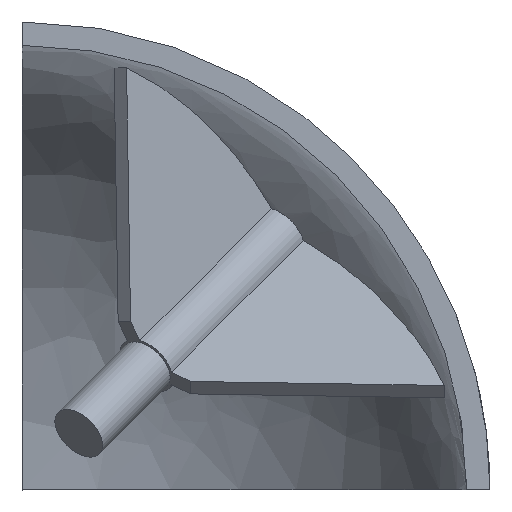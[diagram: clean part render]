
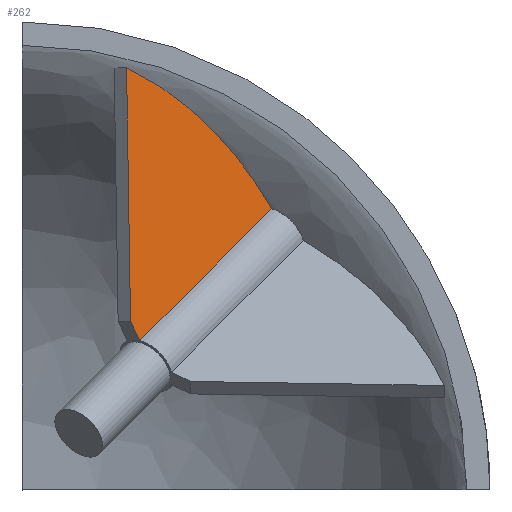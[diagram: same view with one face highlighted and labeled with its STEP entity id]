
A CAD part, left-side view. The second image highlights one B-rep face of the part: STEP entity #262.
In plain terms, the highlighted planar face has unit normal (-0.707, -0.707, 0).
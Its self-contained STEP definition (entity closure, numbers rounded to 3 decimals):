
#2 = VERTEX_POINT ( 'NONE', #132 ) ;
#9 = B_SPLINE_CURVE_WITH_KNOTS ( 'NONE', 3,
 ( #751, #836, #830, #351, #264, #903, #703, #626, #429, #493, #276, #901 ),
 .UNSPECIFIED., .F., .F.,
 ( 4, 2, 2, 2, 2, 4 ),
 ( 0., 0.005, 0.011, 0.013, 0.016, 0.021 ),
 .UNSPECIFIED. ) ;
#24 = EDGE_CURVE ( 'NONE', #2, #895, #120, .T. ) ;
#41 = EDGE_CURVE ( 'NONE', #423, #2, #580, .T. ) ;
#90 = CARTESIAN_POINT ( 'NONE',  ( -11.786, 10.724, -5.62 ) ) ;
#120 = LINE ( 'NONE', #575, #202 ) ;
#132 = CARTESIAN_POINT ( 'NONE',  ( -10.988, 9.926, -7.216 ) ) ;
#143 = VECTOR ( 'NONE', #318, 1000. ) ;
#202 = VECTOR ( 'NONE', #855, 1000. ) ;
#262 = ADVANCED_FACE ( 'NONE', ( #397 ), #799, .F. ) ;
#264 = CARTESIAN_POINT ( 'NONE',  ( -4.255, 3.191, 10.279 ) ) ;
#270 = ORIENTED_EDGE ( 'NONE', *, *, #702, .F. ) ;
#276 = CARTESIAN_POINT ( 'NONE',  ( -10.911, 9.847, 15.519 ) ) ;
#291 = ORIENTED_EDGE ( 'NONE', *, *, #440, .T. ) ;
#318 = DIRECTION ( 'NONE',  ( -0.016, 0.016, 1. ) ) ;
#324 = DIRECTION ( 'NONE',  ( 0.707, 0.707, 0. ) ) ;
#327 = CARTESIAN_POINT ( 'NONE',  ( 0.269, -1.333, 4.043 ) ) ;
#351 = CARTESIAN_POINT ( 'NONE',  ( -3.269, 2.204, 9.164 ) ) ;
#360 = DIRECTION ( 'NONE',  ( -0.577, 0.577, -0.577 ) ) ;
#397 = FACE_OUTER_BOUND ( 'NONE', #482, .T. ) ;
#406 = DIRECTION ( 'NONE',  ( -0.707, 0.707, 0. ) ) ;
#415 = LINE ( 'NONE', #90, #143 ) ;
#423 = VERTEX_POINT ( 'NONE', #327 ) ;
#429 = CARTESIAN_POINT ( 'NONE',  ( -8.025, 6.961, 13.636 ) ) ;
#440 = EDGE_CURVE ( 'NONE', #423, #844, #9, .T. ) ;
#481 = CARTESIAN_POINT ( 'NONE',  ( -12.126, 11.063, 16.085 ) ) ;
#482 = EDGE_LOOP ( 'NONE', ( #270, #780, #843, #291 ) ) ;
#493 = CARTESIAN_POINT ( 'NONE',  ( -9.734, 8.67, 14.835 ) ) ;
#543 = CARTESIAN_POINT ( 'NONE',  ( -20.53, 19.47, -20. ) ) ;
#565 = VECTOR ( 'NONE', #360, 1000. ) ;
#575 = CARTESIAN_POINT ( 'NONE',  ( -10.988, 9.926, -7.216 ) ) ;
#580 = LINE ( 'NONE', #777, #565 ) ;
#626 = CARTESIAN_POINT ( 'NONE',  ( -7.465, 6.401, 13.208 ) ) ;
#702 = EDGE_CURVE ( 'NONE', #895, #844, #415, .T. ) ;
#703 = CARTESIAN_POINT ( 'NONE',  ( -6.364, 5.3, 12.292 ) ) ;
#751 = CARTESIAN_POINT ( 'NONE',  ( 0.269, -1.333, 4.043 ) ) ;
#777 = CARTESIAN_POINT ( 'NONE',  ( 0.269, -1.333, 4.043 ) ) ;
#780 = ORIENTED_EDGE ( 'NONE', *, *, #24, .F. ) ;
#799 = PLANE ( 'NONE',  #814 ) ;
#814 = AXIS2_PLACEMENT_3D ( 'NONE', #543, #324, #406 ) ;
#818 = CARTESIAN_POINT ( 'NONE',  ( -11.786, 10.724, -5.62 ) ) ;
#830 = CARTESIAN_POINT ( 'NONE',  ( -1.411, 0.347, 6.747 ) ) ;
#836 = CARTESIAN_POINT ( 'NONE',  ( -0.541, -0.523, 5.444 ) ) ;
#843 = ORIENTED_EDGE ( 'NONE', *, *, #41, .F. ) ;
#844 = VERTEX_POINT ( 'NONE', #481 ) ;
#855 = DIRECTION ( 'NONE',  ( -0.408, 0.408, 0.816 ) ) ;
#895 = VERTEX_POINT ( 'NONE', #818 ) ;
#901 = CARTESIAN_POINT ( 'NONE',  ( -12.126, 11.063, 16.085 ) ) ;
#903 = CARTESIAN_POINT ( 'NONE',  ( -5.824, 4.76, 11.806 ) ) ;
